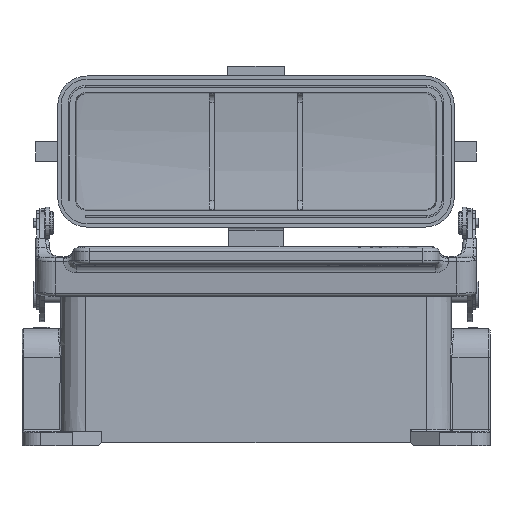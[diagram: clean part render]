
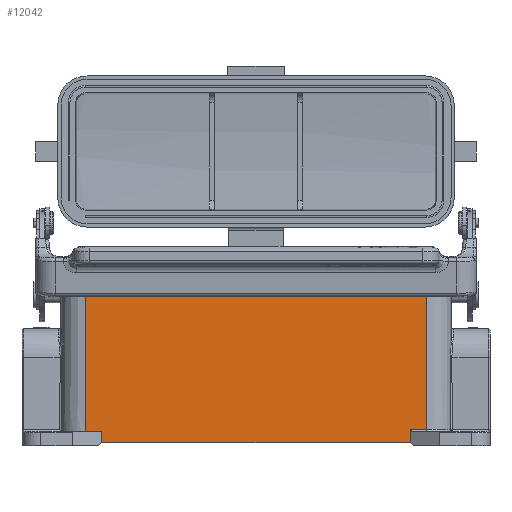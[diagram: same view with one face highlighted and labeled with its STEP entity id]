
A CAD part, left-side view. The second image highlights one B-rep face of the part: STEP entity #12042.
In plain terms, the highlighted planar face has unit normal (-1, 0, 0.009).
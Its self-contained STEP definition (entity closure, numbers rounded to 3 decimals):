
#3384=LINE('',#59954,#5844);
#3386=LINE('',#59958,#5846);
#3395=LINE('',#59976,#5855);
#3402=LINE('',#59997,#5862);
#3403=LINE('',#59999,#5863);
#3404=LINE('',#60001,#5864);
#3405=LINE('',#60002,#5865);
#3406=LINE('',#60004,#5866);
#3407=LINE('',#60006,#5867);
#3408=LINE('',#60007,#5868);
#3409=LINE('',#60009,#5869);
#3410=LINE('',#60011,#5870);
#5844=VECTOR('',#42218,1.);
#5846=VECTOR('',#42222,1.);
#5855=VECTOR('',#42235,1.);
#5862=VECTOR('',#42252,1.);
#5863=VECTOR('',#42255,1.);
#5864=VECTOR('',#42256,1.);
#5865=VECTOR('',#42257,1.);
#5866=VECTOR('',#42258,1.);
#5867=VECTOR('',#42259,1.);
#5868=VECTOR('',#42260,1.);
#5869=VECTOR('',#42261,1.);
#5870=VECTOR('',#42262,1.);
#8597=FACE_OUTER_BOUND('',#14383,.T.);
#9776=PLANE('',#36238);
#12042=ADVANCED_FACE('',(#8597),#9776,.T.);
#14383=EDGE_LOOP('',(#21398,#21399,#21400,#21401,#21402,#21403,#21404,#21405,
#21406,#21407,#21408,#21409));
#21398=ORIENTED_EDGE('',*,*,#31671,.T.);
#21399=ORIENTED_EDGE('',*,*,#31659,.T.);
#21400=ORIENTED_EDGE('',*,*,#31670,.T.);
#21401=ORIENTED_EDGE('',*,*,#31672,.T.);
#21402=ORIENTED_EDGE('',*,*,#31650,.F.);
#21403=ORIENTED_EDGE('',*,*,#31648,.T.);
#21404=ORIENTED_EDGE('',*,*,#31673,.T.);
#21405=ORIENTED_EDGE('',*,*,#31674,.F.);
#21406=ORIENTED_EDGE('',*,*,#31675,.F.);
#21407=ORIENTED_EDGE('',*,*,#31676,.T.);
#21408=ORIENTED_EDGE('',*,*,#31677,.T.);
#21409=ORIENTED_EDGE('',*,*,#31678,.T.);
#27250=VERTEX_POINT('',#59818);
#27290=VERTEX_POINT('',#59953);
#27291=VERTEX_POINT('',#59955);
#27292=VERTEX_POINT('',#59959);
#27299=VERTEX_POINT('',#59977);
#27300=VERTEX_POINT('',#59978);
#27307=VERTEX_POINT('',#59996);
#27308=VERTEX_POINT('',#60000);
#27309=VERTEX_POINT('',#60003);
#27310=VERTEX_POINT('',#60005);
#27311=VERTEX_POINT('',#60008);
#27312=VERTEX_POINT('',#60010);
#31648=EDGE_CURVE('',#27291,#27290,#3384,.T.);
#31650=EDGE_CURVE('',#27291,#27292,#3386,.T.);
#31659=EDGE_CURVE('',#27299,#27300,#3395,.T.);
#31670=EDGE_CURVE('',#27300,#27307,#3402,.T.);
#31671=EDGE_CURVE('',#27308,#27299,#3403,.T.);
#31672=EDGE_CURVE('',#27307,#27292,#3404,.T.);
#31673=EDGE_CURVE('',#27290,#27309,#3405,.T.);
#31674=EDGE_CURVE('',#27310,#27309,#3406,.T.);
#31675=EDGE_CURVE('',#27250,#27310,#3407,.T.);
#31676=EDGE_CURVE('',#27250,#27311,#3408,.T.);
#31677=EDGE_CURVE('',#27311,#27312,#3409,.T.);
#31678=EDGE_CURVE('',#27312,#27308,#3410,.T.);
#36238=AXIS2_PLACEMENT_3D('',#60012,#42263,#42264);
#42218=DIRECTION('',(0.,1.,0.));
#42222=DIRECTION('',(-0.009,0.,-1.));
#42235=DIRECTION('',(0.,1.,0.));
#42252=DIRECTION('',(-0.009,0.,-1.));
#42255=DIRECTION('',(0.009,0.,1.));
#42256=DIRECTION('',(0.,1.,0.));
#42257=DIRECTION('',(-0.009,0.,-1.));
#42258=DIRECTION('',(0.,1.,0.));
#42259=DIRECTION('',(0.009,0.,1.));
#42260=DIRECTION('',(0.,-1.,0.));
#42261=DIRECTION('',(0.009,0.,1.));
#42262=DIRECTION('',(0.,-1.,0.));
#42263=DIRECTION('',(-1.,0.,0.009));
#42264=DIRECTION('',(0.,1.,0.));
#59818=CARTESIAN_POINT('',(-21.936,47.5,1.));
#59953=CARTESIAN_POINT('',(-21.5,52.5,51.));
#59954=CARTESIAN_POINT('',(-21.5,1.6,51.));
#59955=CARTESIAN_POINT('',(-21.5,1.6,51.));
#59958=CARTESIAN_POINT('',(-21.5,1.6,51.));
#59959=CARTESIAN_POINT('',(-21.526,1.6,48.));
#59976=CARTESIAN_POINT('',(-21.5,-52.5,51.));
#59977=CARTESIAN_POINT('',(-21.5,-52.5,51.));
#59978=CARTESIAN_POINT('',(-21.5,-1.6,51.));
#59996=CARTESIAN_POINT('',(-21.526,-1.6,48.));
#59997=CARTESIAN_POINT('',(-21.5,-1.6,51.));
#59999=CARTESIAN_POINT('',(-21.901,-52.5,4.996));
#60000=CARTESIAN_POINT('',(-21.901,-52.5,4.996));
#60001=CARTESIAN_POINT('',(-21.526,-1.6,48.));
#60002=CARTESIAN_POINT('',(-21.5,52.5,51.));
#60003=CARTESIAN_POINT('',(-21.906,52.5,4.5));
#60004=CARTESIAN_POINT('',(-21.906,47.5,4.5));
#60005=CARTESIAN_POINT('',(-21.906,47.5,4.5));
#60006=CARTESIAN_POINT('',(-21.936,47.5,1.));
#60007=CARTESIAN_POINT('',(-21.936,47.5,1.));
#60008=CARTESIAN_POINT('',(-21.936,-47.5,1.));
#60009=CARTESIAN_POINT('',(-21.936,-47.5,1.));
#60010=CARTESIAN_POINT('',(-21.901,-47.5,4.996));
#60011=CARTESIAN_POINT('',(-21.901,-47.5,4.996));
#60012=CARTESIAN_POINT('',(-21.5,55.148,51.));
